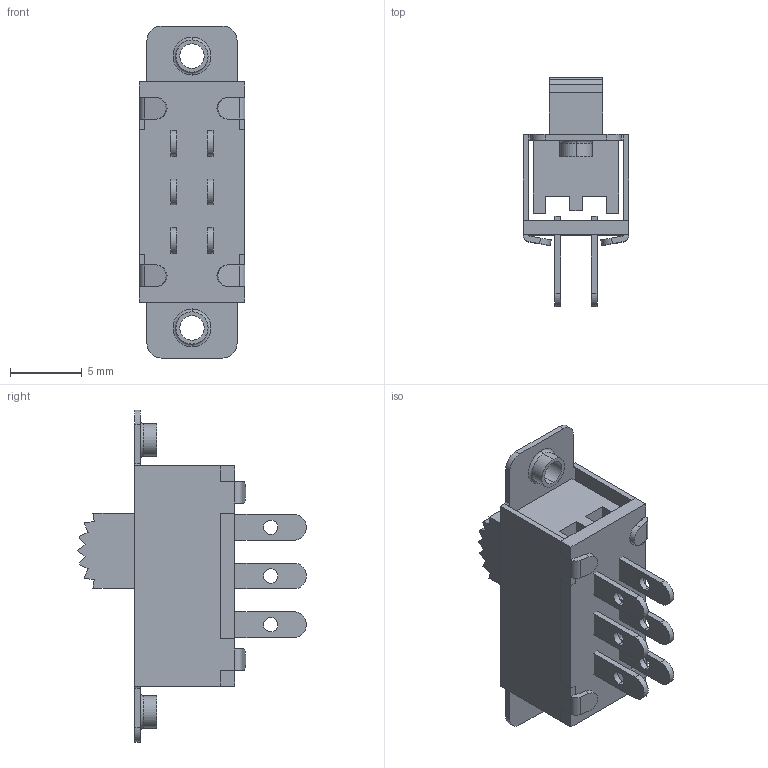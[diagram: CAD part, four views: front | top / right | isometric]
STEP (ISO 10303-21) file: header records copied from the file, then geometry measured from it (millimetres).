
FILE_DESCRIPTION (( 'STEP AP214' ), '1' );
FILE_NAME ('SW3dPS-Sliderswitch.STEP', '2009-10-19T10:15:50', ( 'SysAdmin' ), ( 'SolidWorks' ), 'SwSTEP 2.0', 'SolidWorks 2009', '' );
FILE_SCHEMA (( 'AUTOMOTIVE_DESIGN' ));
Length unit declared in the file: millimetre
Products named in the file (1): SW3dPS-Sliderswitch
Bounding box: 7.4 x 16 x 23.2 mm (x, y, z)
Volume: 644.6 mm3; surface area: 1580.5 mm2
Topology: 9 solids, 9 shells, 192 faces, 493 edges, 322 vertices
Faces by surface type: plane 134, cylinder 50, torus 8
Entity records: 7519 total; most frequent: CARTESIAN_POINT 1008, DIRECTION 995, ORIENTED_EDGE 986, EDGE_CURVE 493, VECTOR 377, LINE 377, VERTEX_POINT 322, AXIS2_PLACEMENT_3D 309
